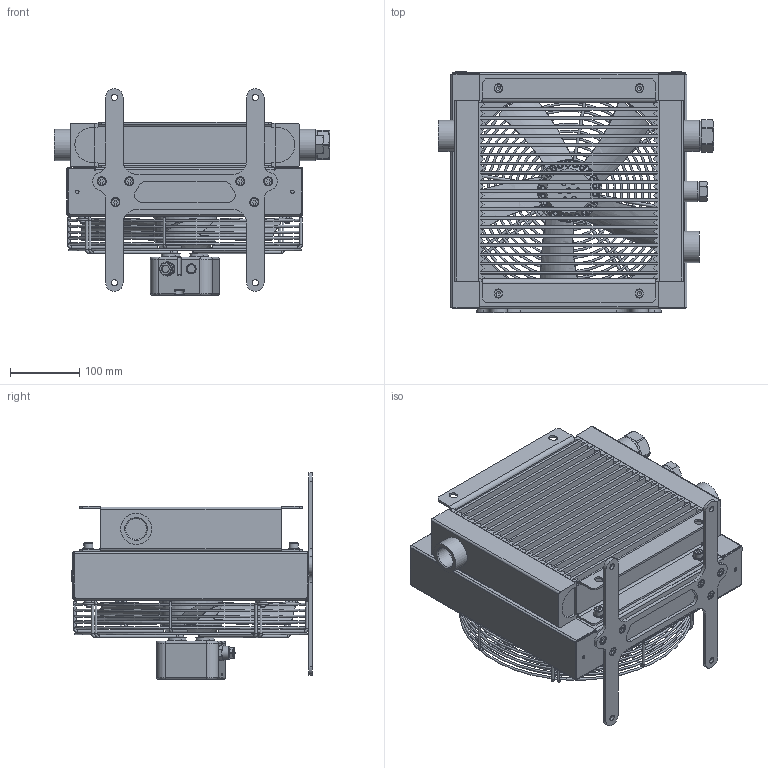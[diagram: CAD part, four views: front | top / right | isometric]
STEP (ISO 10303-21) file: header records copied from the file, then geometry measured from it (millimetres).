
FILE_DESCRIPTION((''),'2;1');
FILE_NAME('01-ENG-011983.stp','2012-10-08T10:52:15',(''),(''),'Autodesk Inventor 2011','Autodesk Inventor 2011','');
FILE_SCHEMA(('AUTOMOTIVE_DESIGN { 1 0 10303 214 1 1 1 1 }'));
Length unit declared in the file: millimetre
Products named in the file (1): Part21
Bounding box: 396.5 x 347 x 297.5 mm (x, y, z)
Volume: 3562702 mm3; surface area: 1712435.4 mm2
Topology: 3 solids, 7 shells, 1726 faces, 4011 edges, 2383 vertices
Faces by surface type: plane 705, cylinder 500, torus 232, bspline 178, cone 69, sphere 42
Full cylindrical faces by diameter (mm): 4 x28, 5 x32, 5.4 x6, 6 x10, 6.5 x6, 7 x4, 8 x5, 8.4 x4, 9 x4, 9.6 x10, 10.5 x6, 11 x1, 11.94 x1, 12 x1, 13 x5, 14.56 x1, 16 x8, 18.631 x2, 19 x1, 20 x4, 21 x2, 22 x1, 23 x1, 28.5 x1, 30 x1, 30.291 x4, 31 x1, 35 x5, 43 x1, 45 x3
Entity records: 55206 total; most frequent: CARTESIAN_POINT 16319, DIRECTION 7624, ORIENTED_EDGE 7222, EDGE_CURVE 3611, AXIS2_PLACEMENT_3D 2988, VERTEX_POINT 2321, EDGE_LOOP 2314, STYLED_ITEM 1729
